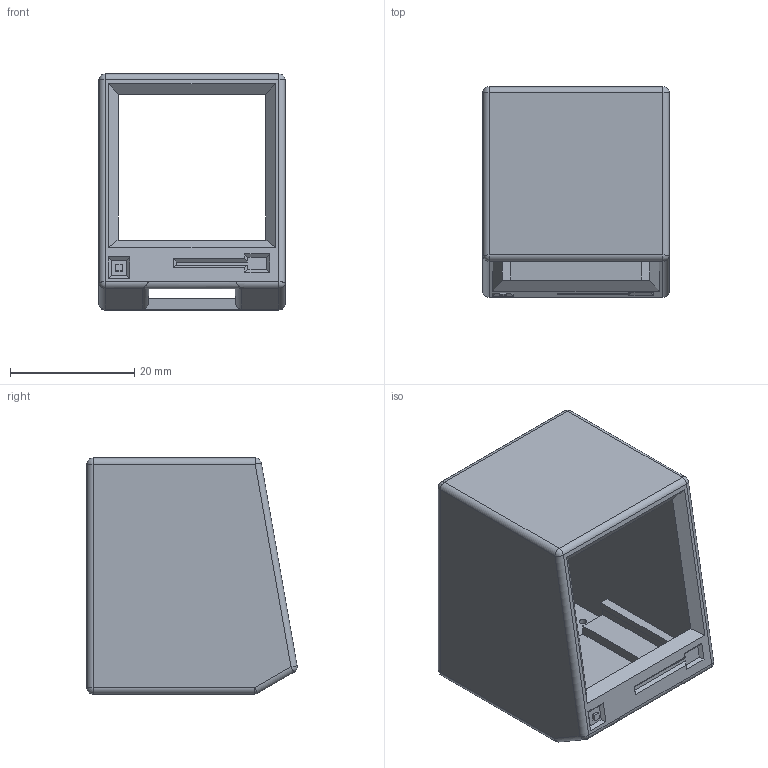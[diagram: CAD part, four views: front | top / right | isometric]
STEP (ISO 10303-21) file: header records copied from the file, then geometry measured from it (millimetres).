
FILE_DESCRIPTION(/* description */ (''),/* implementation_level */ '2;1');
FILE_NAME(/* name */ '',/* time_stamp */ '2023-02-04T18:03:30+08:00',/* author */ (''),/* organization */ (''),/* preprocessor_version */ 'ST-DEVELOPER v19.2',/* originating_system */ 'Autodesk Translation Framework v11.17.0.187',/* authorisation */ '');
FILE_SCHEMA (('AUTOMOTIVE_DESIGN { 1 0 10303 214 3 1 1 }'));
Length unit declared in the file: millimetre
Products named in the file (1): 前壳
Bounding box: 30 x 33.84 x 38 mm (x, y, z)
Volume: 7110.6 mm3; surface area: 9010.2 mm2
Topology: 1 solids, 1 shells, 123 faces, 307 edges, 190 vertices
Faces by surface type: plane 84, cylinder 29, sphere 10
Full cylindrical faces by diameter (mm): 1.271 x2, 3 x2
Entity records: 3685 total; most frequent: CARTESIAN_POINT 663, DIRECTION 615, ORIENTED_EDGE 614, EDGE_CURVE 307, LINE 243, VECTOR 243, VERTEX_POINT 190, AXIS2_PLACEMENT_3D 186
